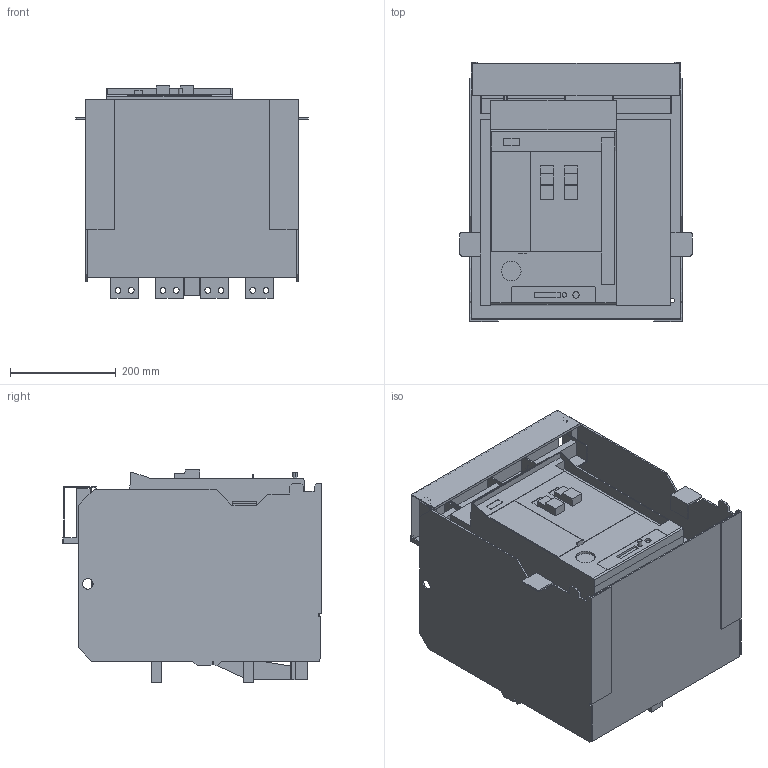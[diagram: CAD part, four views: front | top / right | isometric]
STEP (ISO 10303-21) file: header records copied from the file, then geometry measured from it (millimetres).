
FILE_DESCRIPTION(('CoCreate Modeling STEP Export'),'2;1');
FILE_NAME('AR2H_(216-220)_4P_DO_(1H3803-2).stp','2015-01-20T12:51:07',(''),(''),'CoCreate Modeling STEP processor for AP214 (Solid Model)','CoCreate Modeling 17.0 01-Apr-2010 (C) Parametric Technology GmbH','');
FILE_SCHEMA(('AUTOMOTIVE_DESIGN { 1 0 10303 214 1 1 1 1 }'));
Length unit declared in the file: millimetre
Products named in the file (17): p1.2; p1.1; p8; p7; p5; p1; p2.1; p4.1; p2; p6; p3.1; p4; p3; 端子.2; 端子; ガラス; AR2H_(216-220)_4P_DO_(1H3803-2)
Assembly tree (23 placements, depth 3):
  AR2H_(216-220)_4P_DO_(1H3803-2)
    ガラス
    端子
      端子.2  x8
    p3
    p4
    p3.1
    p6
    p2
    p4.1
    p2.1
    p1
    p5
    p7
    p8
    p1.1
    p1.2
Bounding box: 439.01 x 490 x 402 mm (x, y, z)
Volume: 33038093.7 mm3; surface area: 2505202.8 mm2
Topology: 22 solids, 22 shells, 421 faces, 1101 edges, 731 vertices
Faces by surface type: plane 350, cylinder 71
Entity records: 11322 total; most frequent: CARTESIAN_POINT 1988, ORIENTED_EDGE 1866, DIRECTION 1689, EDGE_CURVE 933, VECTOR 841, LINE 841, VERTEX_POINT 619, AXIS2_PLACEMENT_3D 424
